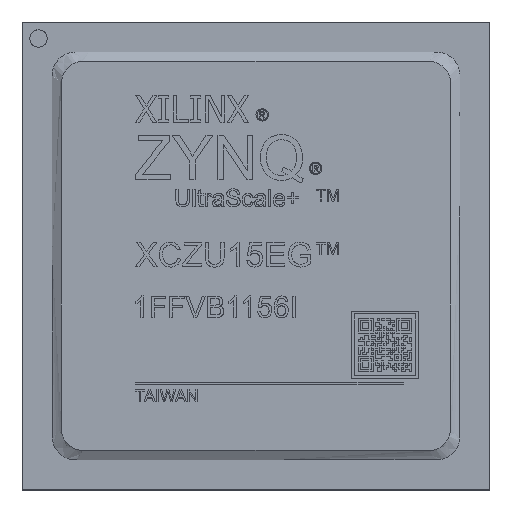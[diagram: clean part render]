
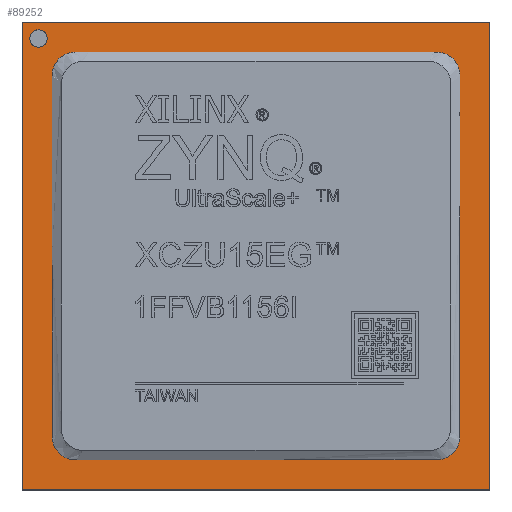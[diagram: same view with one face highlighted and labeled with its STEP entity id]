
A CAD part, top view. The second image highlights one B-rep face of the part: STEP entity #89252.
In plain terms, the highlighted free-form (B-spline) face has degree [1, 1] with [2, 2] control points.
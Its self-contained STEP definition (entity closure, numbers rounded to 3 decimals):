
#88922 = VERTEX_POINT('',#88923);
#88923 = CARTESIAN_POINT('',(-18.07,17.376,
    3.205));
#88941 = EDGE_CURVE('',#88922,#88922,#88942,.T.);
#88942 = ( BOUNDED_CURVE() B_SPLINE_CURVE(2,(#88943,#88944,#88945,#88946
    ,#88947,#88948,#88949),.UNSPECIFIED.,.T.,.F.) 
B_SPLINE_CURVE_WITH_KNOTS((3,2,2,3),(3.142,5.236,
7.33,9.425),.PIECEWISE_BEZIER_KNOTS.) CURVE() 
GEOMETRIC_REPRESENTATION_ITEM() RATIONAL_B_SPLINE_CURVE((1.,0.5,1.,0.5,
1.,0.5,1.)) REPRESENTATION_ITEM('') );
#88943 = CARTESIAN_POINT('',(-18.07,17.376,
    3.205));
#88944 = CARTESIAN_POINT('',(-18.07,18.579,
    3.205));
#88945 = CARTESIAN_POINT('',(-17.029,17.977,
    3.205));
#88946 = CARTESIAN_POINT('',(-15.987,17.376,
    3.205));
#88947 = CARTESIAN_POINT('',(-17.029,16.774,
    3.205));
#88948 = CARTESIAN_POINT('',(-18.07,16.173,
    3.205));
#88949 = CARTESIAN_POINT('',(-18.07,17.376,
    3.205));
#88997 = VERTEX_POINT('',#88998);
#88998 = CARTESIAN_POINT('',(-16.293,-14.423,
    3.205));
#89005 = EDGE_CURVE('',#88997,#88997,#89006,.T.);
#89006 = B_SPLINE_CURVE_WITH_KNOTS('',3,(#89007,#89008,#89009,#89010,
    #89011,#89012,#89013,#89014,#89015,#89016,#89017,#89018,#89019,
    #89020,#89021,#89022,#89023,#89024,#89025,#89026,#89027,#89028,
    #89029,#89030,#89031,#89032),.UNSPECIFIED.,.T.,.F.,(1,3,2,2,2,2,2,2,
    2,2,2,2,2,3,1),(-0.227,0.,0.011,
    0.023,0.25,0.261,0.273,0.5,0.511,
    0.523,0.75,0.761,0.773,1.,1.011),
  .UNSPECIFIED.);
#89007 = CARTESIAN_POINT('',(-16.293,-14.423,
    3.205));
#89008 = CARTESIAN_POINT('',(-16.293,-14.901,
    3.205));
#89009 = CARTESIAN_POINT('',(-16.096,-15.395,
    3.205));
#89010 = CARTESIAN_POINT('',(-15.394,-16.097,
    3.205));
#89011 = CARTESIAN_POINT('',(-14.901,-16.294,
    3.205));
#89012 = CARTESIAN_POINT('',(-4.804,-16.287,
    3.205));
#89013 = CARTESIAN_POINT('',(4.804,-16.288,
    3.205));
#89014 = CARTESIAN_POINT('',(14.903,-16.295,
    3.205));
#89015 = CARTESIAN_POINT('',(15.396,-16.098,
    3.205));
#89016 = CARTESIAN_POINT('',(16.098,-15.396,
    3.205));
#89017 = CARTESIAN_POINT('',(16.295,-14.903,
    3.205));
#89018 = CARTESIAN_POINT('',(16.288,-4.804,
    3.205));
#89019 = CARTESIAN_POINT('',(16.288,4.804,
    3.205));
#89020 = CARTESIAN_POINT('',(16.295,14.903,
    3.205));
#89021 = CARTESIAN_POINT('',(16.098,15.396,
    3.205));
#89022 = CARTESIAN_POINT('',(15.396,16.098,
    3.205));
#89023 = CARTESIAN_POINT('',(14.903,16.295,
    3.205));
#89024 = CARTESIAN_POINT('',(4.804,16.288,
    3.205));
#89025 = CARTESIAN_POINT('',(-4.804,16.288,
    3.205));
#89026 = CARTESIAN_POINT('',(-14.903,16.295,
    3.205));
#89027 = CARTESIAN_POINT('',(-15.396,16.098,
    3.205));
#89028 = CARTESIAN_POINT('',(-16.098,15.396,
    3.205));
#89029 = CARTESIAN_POINT('',(-16.295,14.903,
    3.205));
#89030 = CARTESIAN_POINT('',(-16.285,4.806,
    3.205));
#89031 = CARTESIAN_POINT('',(-16.293,-4.808,
    3.205));
#89032 = CARTESIAN_POINT('',(-16.293,-14.423,
    3.205));
#89144 = EDGE_CURVE('',#89145,#89147,#89149,.T.);
#89145 = VERTEX_POINT('',#89146);
#89146 = CARTESIAN_POINT('',(-18.697,-18.697,
    3.205));
#89147 = VERTEX_POINT('',#89148);
#89148 = CARTESIAN_POINT('',(18.697,-18.697,
    3.205));
#89149 = B_SPLINE_CURVE_WITH_KNOTS('',1,(#89150,#89151),.UNSPECIFIED.,
  .F.,.F.,(2,2),(-8.75,26.25),.PIECEWISE_BEZIER_KNOTS.);
#89150 = CARTESIAN_POINT('',(-18.697,-18.697,
    3.205));
#89151 = CARTESIAN_POINT('',(18.697,-18.697,
    3.205));
#89180 = EDGE_CURVE('',#89147,#89181,#89183,.T.);
#89181 = VERTEX_POINT('',#89182);
#89182 = CARTESIAN_POINT('',(18.697,18.697,
    3.205));
#89183 = B_SPLINE_CURVE_WITH_KNOTS('',1,(#89184,#89185),.UNSPECIFIED.,
  .F.,.F.,(2,2),(-8.75,26.25),.PIECEWISE_BEZIER_KNOTS.);
#89184 = CARTESIAN_POINT('',(18.697,-18.697,
    3.205));
#89185 = CARTESIAN_POINT('',(18.697,18.697,
    3.205));
#89208 = EDGE_CURVE('',#89181,#89209,#89211,.T.);
#89209 = VERTEX_POINT('',#89210);
#89210 = CARTESIAN_POINT('',(-18.697,18.697,
    3.205));
#89211 = B_SPLINE_CURVE_WITH_KNOTS('',1,(#89212,#89213),.UNSPECIFIED.,
  .F.,.F.,(2,2),(-8.75,26.25),.PIECEWISE_BEZIER_KNOTS.);
#89212 = CARTESIAN_POINT('',(18.697,18.697,
    3.205));
#89213 = CARTESIAN_POINT('',(-18.697,18.697,
    3.205));
#89236 = EDGE_CURVE('',#89209,#89145,#89237,.T.);
#89237 = B_SPLINE_CURVE_WITH_KNOTS('',1,(#89238,#89239),.UNSPECIFIED.,
  .F.,.F.,(2,2),(-8.75,26.25),.PIECEWISE_BEZIER_KNOTS.);
#89238 = CARTESIAN_POINT('',(-18.697,18.697,
    3.205));
#89239 = CARTESIAN_POINT('',(-18.697,-18.697,
    3.205));
#89252 = ADVANCED_FACE('',(#89253,#89259,#89262),#89265,.F.);
#89253 = FACE_BOUND('',#89254,.T.);
#89254 = EDGE_LOOP('',(#89255,#89256,#89257,#89258));
#89255 = ORIENTED_EDGE('',*,*,#89208,.T.);
#89256 = ORIENTED_EDGE('',*,*,#89236,.T.);
#89257 = ORIENTED_EDGE('',*,*,#89144,.T.);
#89258 = ORIENTED_EDGE('',*,*,#89180,.T.);
#89259 = FACE_BOUND('',#89260,.T.);
#89260 = EDGE_LOOP('',(#89261));
#89261 = ORIENTED_EDGE('',*,*,#88941,.T.);
#89262 = FACE_BOUND('',#89263,.T.);
#89263 = EDGE_LOOP('',(#89264));
#89264 = ORIENTED_EDGE('',*,*,#89005,.F.);
#89265 = B_SPLINE_SURFACE_WITH_KNOTS('',1,1,(
    (#89266,#89267)
    ,(#89268,#89269
  )),.UNSPECIFIED.,.F.,.F.,.F.,(2,2),(2,2),(-17.5,17.5),(-17.5,17.5),
  .PIECEWISE_BEZIER_KNOTS.);
#89266 = CARTESIAN_POINT('',(18.697,-18.697,
    3.205));
#89267 = CARTESIAN_POINT('',(18.697,18.697,
    3.205));
#89268 = CARTESIAN_POINT('',(-18.697,-18.697,
    3.205));
#89269 = CARTESIAN_POINT('',(-18.697,18.697,
    3.205));
